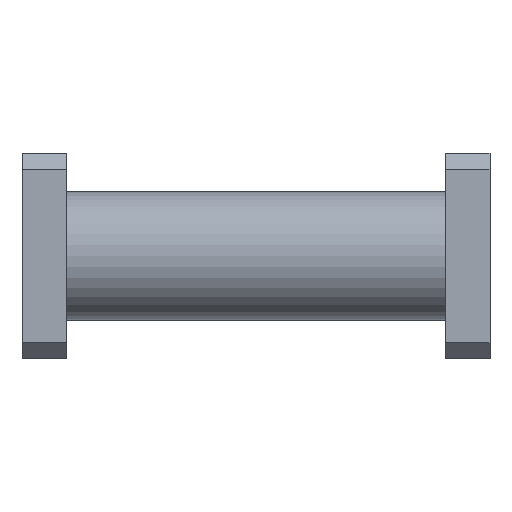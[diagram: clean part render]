
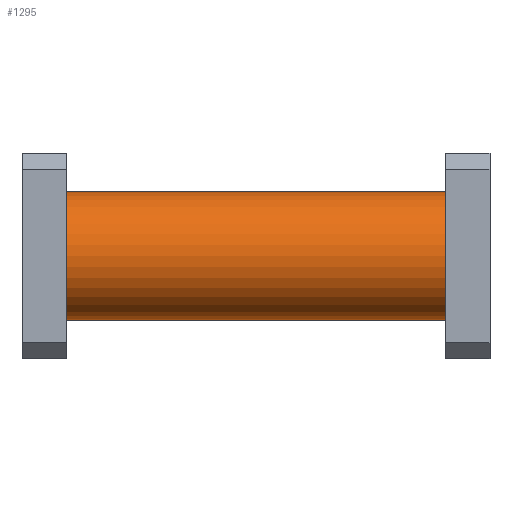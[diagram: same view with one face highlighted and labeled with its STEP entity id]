
A CAD part, front view. The second image highlights one B-rep face of the part: STEP entity #1295.
In plain terms, the highlighted cylindrical face has radius 6.985 mm (diameter 13.97 mm), a partial arc.
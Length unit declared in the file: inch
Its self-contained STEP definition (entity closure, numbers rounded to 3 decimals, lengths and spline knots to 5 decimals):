
#29 = EDGE_CURVE ( 'NONE', #30, #762, #1228, .T. ) ;
#30 = VERTEX_POINT ( 'NONE', #1298 ) ;
#97 = CARTESIAN_POINT ( 'NONE',  ( 0.19, 0., -0.275 ) ) ;
#127 = ORIENTED_EDGE ( 'NONE', *, *, #1219, .T. ) ;
#142 = VECTOR ( 'NONE', #1530, 39.37008 ) ;
#207 = LINE ( 'NONE', #1280, #142 ) ;
#245 = AXIS2_PLACEMENT_3D ( 'NONE', #305, #424, #1410 ) ;
#279 = EDGE_LOOP ( 'NONE', ( #1589, #1443, #127, #1061 ) ) ;
#305 = CARTESIAN_POINT ( 'NONE',  ( 1.81, 0., 0. ) ) ;
#329 = CARTESIAN_POINT ( 'NONE',  ( 0.19, 0., 0.275 ) ) ;
#424 = DIRECTION ( 'NONE',  ( 1., 0., 0. ) ) ;
#428 = CARTESIAN_POINT ( 'NONE',  ( 1.81, 0., -0.275 ) ) ;
#431 = AXIS2_PLACEMENT_3D ( 'NONE', #691, #1054, #1050 ) ;
#446 = LINE ( 'NONE', #1283, #987 ) ;
#555 = CYLINDRICAL_SURFACE ( 'NONE', #1073, 0.275 ) ;
#572 = FACE_OUTER_BOUND ( 'NONE', #279, .T. ) ;
#645 = EDGE_CURVE ( 'NONE', #1563, #30, #446, .T. ) ;
#664 = DIRECTION ( 'NONE',  ( 1., 0., 0. ) ) ;
#691 = CARTESIAN_POINT ( 'NONE',  ( 0.19, 0., 0. ) ) ;
#762 = VERTEX_POINT ( 'NONE', #428 ) ;
#790 = DIRECTION ( 'NONE',  ( 0., 0., -1. ) ) ;
#850 = CIRCLE ( 'NONE', #431, 0.275 ) ;
#979 = VERTEX_POINT ( 'NONE', #97 ) ;
#987 = VECTOR ( 'NONE', #999, 39.37008 ) ;
#999 = DIRECTION ( 'NONE',  ( 1., 0., 0. ) ) ;
#1050 = DIRECTION ( 'NONE',  ( 0., 0., -1. ) ) ;
#1054 = DIRECTION ( 'NONE',  ( 1., 0., 0. ) ) ;
#1061 = ORIENTED_EDGE ( 'NONE', *, *, #29, .F. ) ;
#1073 = AXIS2_PLACEMENT_3D ( 'NONE', #1525, #664, #790 ) ;
#1219 = EDGE_CURVE ( 'NONE', #979, #762, #207, .T. ) ;
#1228 = CIRCLE ( 'NONE', #245, 0.275 ) ;
#1280 = CARTESIAN_POINT ( 'NONE',  ( 0., 0., -0.275 ) ) ;
#1283 = CARTESIAN_POINT ( 'NONE',  ( 0., 0., 0.275 ) ) ;
#1295 = ADVANCED_FACE ( 'NONE', ( #572 ), #555, .T. ) ;
#1298 = CARTESIAN_POINT ( 'NONE',  ( 1.81, 0., 0.275 ) ) ;
#1410 = DIRECTION ( 'NONE',  ( 0., 0., -1. ) ) ;
#1443 = ORIENTED_EDGE ( 'NONE', *, *, #1565, .T. ) ;
#1525 = CARTESIAN_POINT ( 'NONE',  ( 0., 0., 0. ) ) ;
#1530 = DIRECTION ( 'NONE',  ( 1., 0., 0. ) ) ;
#1563 = VERTEX_POINT ( 'NONE', #329 ) ;
#1565 = EDGE_CURVE ( 'NONE', #1563, #979, #850, .T. ) ;
#1589 = ORIENTED_EDGE ( 'NONE', *, *, #645, .F. ) ;
